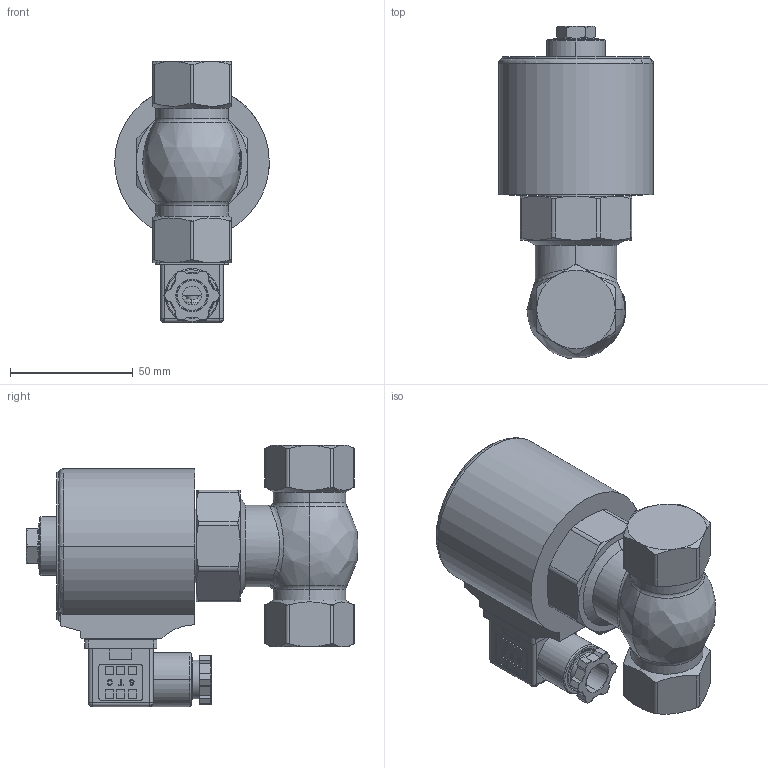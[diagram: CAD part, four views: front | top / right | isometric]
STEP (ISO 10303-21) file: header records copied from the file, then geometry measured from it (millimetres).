
FILE_DESCRIPTION (( 'STEP AP214' ), '1' );
FILE_NAME ('2L170-3-4.STEP', '2018-08-13T18:01:56', ( '' ), ( '' ), 'SwSTEP 2.0', 'SolidWorks 2016', '' );
FILE_SCHEMA (( 'AUTOMOTIVE_DESIGN' ));
Length unit declared in the file: millimetre
Products named in the file (1): 2L170-3-4
Bounding box: 63 x 135.22 x 106.38 mm (x, y, z)
Volume: 302977.8 mm3; surface area: 66681.3 mm2
Topology: 14 solids, 14 shells, 1127 faces, 3115 edges, 2050 vertices
Faces by surface type: plane 573, cylinder 328, bspline 97, cone 80, torus 28, sphere 21
Entity records: 68801 total; most frequent: CARTESIAN_POINT 29330, ORIENTED_EDGE 6206, DIRECTION 4611, EDGE_CURVE 3103, VERTEX_POINT 2050, VECTOR 1725, LINE 1725, AXIS2_PLACEMENT_3D 1443
